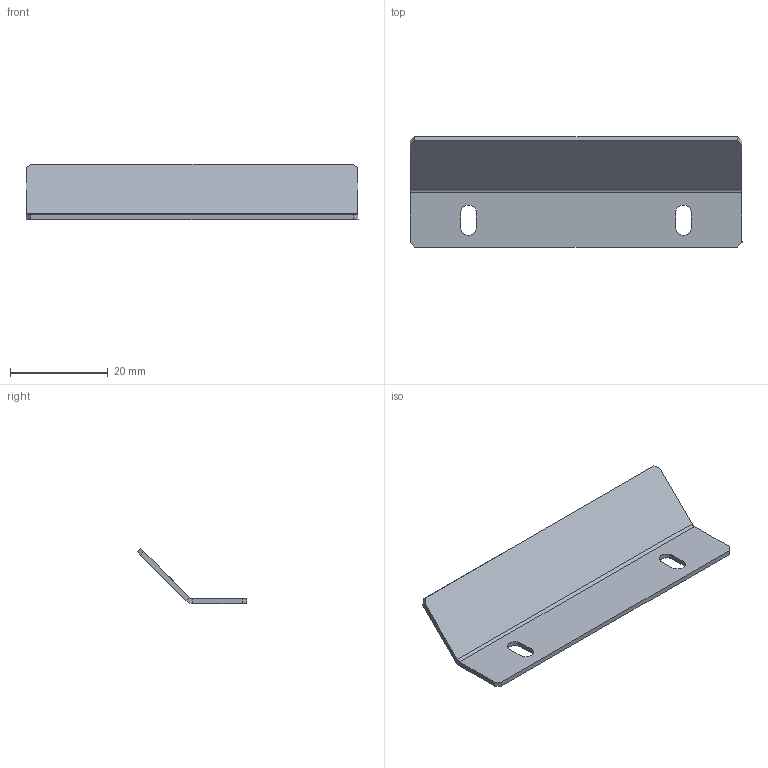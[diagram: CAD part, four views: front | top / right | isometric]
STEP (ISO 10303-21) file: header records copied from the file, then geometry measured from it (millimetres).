
FILE_DESCRIPTION (( 'STEP AP203' ), '1' );
FILE_NAME ('SL1-002-MA_v000 FILTRACE DORAZ.STEP', '2019-02-05T15:31:07', ( '' ), ( '' ), 'SwSTEP 2.0', 'SolidWorks 2017', '' );
FILE_SCHEMA (( 'CONFIG_CONTROL_DESIGN' ));
Length unit declared in the file: millimetre
Products named in the file (1): SL1-002-MA_v000 FILTRACE DORAZ
Bounding box: 68 x 22.52 x 11.31 mm (x, y, z)
Volume: 1760.3 mm3; surface area: 3739.3 mm2
Topology: 1 solids, 1 shells, 26 faces, 64 edges, 40 vertices
Faces by surface type: plane 20, cylinder 6
Entity records: 841 total; most frequent: CARTESIAN_POINT 131, DIRECTION 130, ORIENTED_EDGE 128, EDGE_CURVE 64, VECTOR 52, LINE 52, VERTEX_POINT 40, AXIS2_PLACEMENT_3D 39
